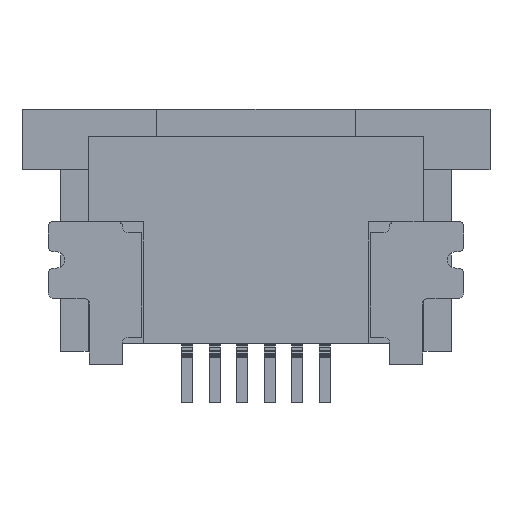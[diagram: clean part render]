
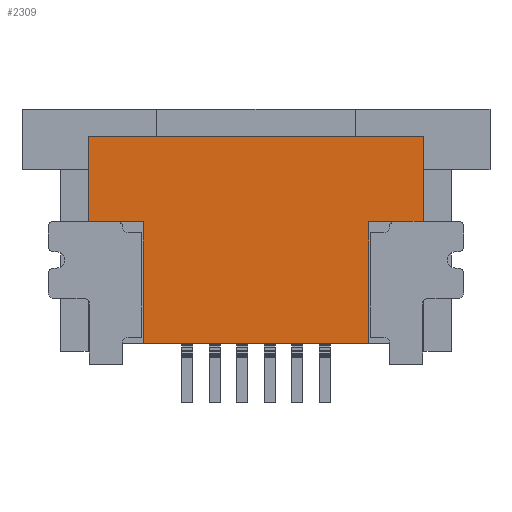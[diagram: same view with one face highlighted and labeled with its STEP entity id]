
A CAD part, front view. The second image highlights one B-rep face of the part: STEP entity #2309.
In plain terms, the highlighted planar face has unit normal (0, -1, 0).
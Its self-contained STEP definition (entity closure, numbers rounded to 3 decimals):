
#2309=ADVANCED_FACE('',(#4945),#4946,.F.);
#4945=FACE_OUTER_BOUND('',#7898,.T.);
#4946=PLANE('',#7899);
#7898=EDGE_LOOP('',(#15290,#15291,#15292,#15293,#15294,#15295,#15296,#15297));
#7899=AXIS2_PLACEMENT_3D('',#15298,#15299,#15300);
#15290=ORIENTED_EDGE('',*,*,#21082,.T.);
#15291=ORIENTED_EDGE('',*,*,#20886,.F.);
#15292=ORIENTED_EDGE('',*,*,#20955,.F.);
#15293=ORIENTED_EDGE('',*,*,#20904,.T.);
#15294=ORIENTED_EDGE('',*,*,#21091,.T.);
#15295=ORIENTED_EDGE('',*,*,#21087,.T.);
#15296=ORIENTED_EDGE('',*,*,#21073,.F.);
#15297=ORIENTED_EDGE('',*,*,#21085,.T.);
#15298=CARTESIAN_POINT('',(0.0,0.0,-1.875));
#15299=DIRECTION('',(0.0,1.0,0.0));
#15300=DIRECTION('',(0.0,0.0,1.0));
#20886=EDGE_CURVE('',#25916,#25918,#25919,.T.);
#20904=EDGE_CURVE('',#25948,#25946,#25949,.T.);
#20955=EDGE_CURVE('',#25948,#25916,#26035,.T.);
#21073=EDGE_CURVE('',#26198,#26200,#26201,.T.);
#21082=EDGE_CURVE('',#26213,#25918,#26214,.T.);
#21085=EDGE_CURVE('',#26198,#26213,#26217,.T.);
#21087=EDGE_CURVE('',#26219,#26200,#26220,.T.);
#21091=EDGE_CURVE('',#25946,#26219,#26225,.T.);
#25916=VERTEX_POINT('',#33449);
#25918=VERTEX_POINT('',#33452);
#25919=LINE('',#33453,#33454);
#25946=VERTEX_POINT('',#33494);
#25948=VERTEX_POINT('',#33497);
#25949=LINE('',#33498,#33499);
#26035=LINE('',#33628,#33629);
#26198=VERTEX_POINT('',#33873);
#26200=VERTEX_POINT('',#33876);
#26201=LINE('',#33877,#33878);
#26213=VERTEX_POINT('',#33896);
#26214=LINE('',#33897,#33898);
#26217=LINE('',#33902,#33903);
#26219=VERTEX_POINT('',#33905);
#26220=LINE('',#33906,#33907);
#26225=LINE('',#33914,#33915);
#33449=CARTESIAN_POINT('',(3.05,0.0,0.0));
#33452=CARTESIAN_POINT('',(3.05,0.0,-1.55));
#33453=CARTESIAN_POINT('',(3.05,0.0,-1.875));
#33454=VECTOR('',#38521,1.0);
#33494=CARTESIAN_POINT('',(-3.05,0.0,-1.55));
#33497=CARTESIAN_POINT('',(-3.05,0.0,0.0));
#33498=CARTESIAN_POINT('',(-3.05,0.0,-1.875));
#33499=VECTOR('',#38536,1.0);
#33628=CARTESIAN_POINT('',(0.0,0.0,0.0));
#33629=VECTOR('',#38580,1.0);
#33873=CARTESIAN_POINT('',(2.05,0.0,-3.75));
#33876=CARTESIAN_POINT('',(-2.05,0.0,-3.75));
#33877=CARTESIAN_POINT('',(0.0,0.0,-3.75));
#33878=VECTOR('',#38663,1.0);
#33896=CARTESIAN_POINT('',(2.05,0.0,-1.55));
#33897=CARTESIAN_POINT('',(1.3,0.0,-1.55));
#33898=VECTOR('',#38670,1.0);
#33902=CARTESIAN_POINT('',(2.05,0.0,-2.263));
#33903=VECTOR('',#38672,1.0);
#33905=CARTESIAN_POINT('',(-2.05,0.0,-1.55));
#33906=CARTESIAN_POINT('',(-2.05,0.0,-2.263));
#33907=VECTOR('',#38673,1.0);
#33914=CARTESIAN_POINT('',(-1.3,0.0,-1.55));
#33915=VECTOR('',#38676,1.0);
#38521=DIRECTION('',(0.0,0.0,-1.0));
#38536=DIRECTION('',(0.0,0.0,-1.0));
#38580=DIRECTION('',(1.0,0.0,0.0));
#38663=DIRECTION('',(-1.0,0.0,0.0));
#38670=DIRECTION('',(1.0,0.0,0.0));
#38672=DIRECTION('',(-0.0,0.0,1.0));
#38673=DIRECTION('',(0.0,0.0,-1.0));
#38676=DIRECTION('',(1.0,0.0,0.0));
